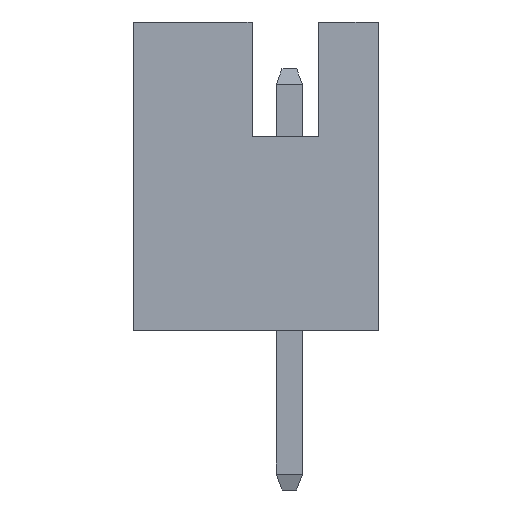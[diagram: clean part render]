
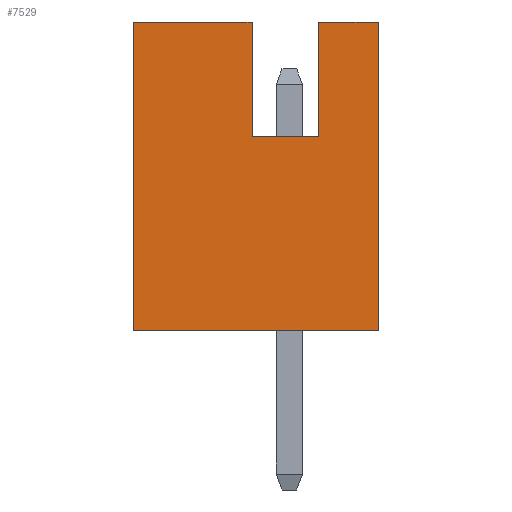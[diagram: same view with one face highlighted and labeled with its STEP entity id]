
A CAD part, left-side view. The second image highlights one B-rep face of the part: STEP entity #7529.
In plain terms, the highlighted planar face has unit normal (-1, 0, 0).
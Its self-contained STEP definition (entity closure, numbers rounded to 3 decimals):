
#551=ORIENTED_EDGE('',*,*,#2067,.T.);
#552=ORIENTED_EDGE('',*,*,#2068,.T.);
#553=ORIENTED_EDGE('',*,*,#2069,.T.);
#554=ORIENTED_EDGE('',*,*,#2028,.T.);
#555=ORIENTED_EDGE('',*,*,#1981,.F.);
#556=ORIENTED_EDGE('',*,*,#1936,.F.);
#557=ORIENTED_EDGE('',*,*,#1920,.T.);
#558=ORIENTED_EDGE('',*,*,#2070,.T.);
#1920=EDGE_CURVE('',#2702,#2701,#3204,.T.);
#1936=EDGE_CURVE('',#2702,#2714,#3220,.T.);
#1981=EDGE_CURVE('',#2714,#2755,#3265,.T.);
#2028=EDGE_CURVE('',#2780,#2755,#3312,.T.);
#2067=EDGE_CURVE('',#2819,#2820,#3351,.T.);
#2068=EDGE_CURVE('',#2820,#2821,#3352,.T.);
#2069=EDGE_CURVE('',#2821,#2780,#3353,.T.);
#2070=EDGE_CURVE('',#2701,#2819,#3354,.T.);
#2701=VERTEX_POINT('',#9264);
#2702=VERTEX_POINT('',#9266);
#2714=VERTEX_POINT('',#9297);
#2755=VERTEX_POINT('',#9387);
#2780=VERTEX_POINT('',#9447);
#2819=VERTEX_POINT('',#9554);
#2820=VERTEX_POINT('',#9555);
#2821=VERTEX_POINT('',#9557);
#3204=LINE('',#9265,#3722);
#3220=LINE('',#9296,#3738);
#3265=LINE('',#9386,#3783);
#3312=LINE('',#9478,#3830);
#3351=LINE('',#9553,#3869);
#3352=LINE('',#9556,#3870);
#3353=LINE('',#9558,#3871);
#3354=LINE('',#9559,#3872);
#3722=VECTOR('',#8162,1000.);
#3738=VECTOR('',#8184,1000.);
#3783=VECTOR('',#8237,1000.);
#3830=VECTOR('',#8294,1000.);
#3869=VECTOR('',#8357,1000.);
#3870=VECTOR('',#8358,1000.);
#3871=VECTOR('',#8359,1000.);
#3872=VECTOR('',#8360,1000.);
#4255=EDGE_LOOP('',(#551,#552,#553,#554,#555,#556,#557,#558));
#4603=FACE_BOUND('',#4255,.T.);
#4951=PLANE('',#7881);
#7529=ADVANCED_FACE('',(#4603),#4951,.T.);
#7881=AXIS2_PLACEMENT_3D('',#9552,#8355,#8356);
#8162=DIRECTION('',(0.,1.,0.));
#8184=DIRECTION('',(0.,0.,-1.));
#8237=DIRECTION('',(0.,1.,0.));
#8294=DIRECTION('',(0.,0.,-1.));
#8355=DIRECTION('',(-1.,0.,0.));
#8356=DIRECTION('',(0.,0.,1.));
#8357=DIRECTION('',(0.,1.,0.));
#8358=DIRECTION('',(0.,0.,1.));
#8359=DIRECTION('',(0.,1.,0.));
#8360=DIRECTION('',(0.,0.,-1.));
#9264=CARTESIAN_POINT('',(-5.93,-0.557,5.893));
#9265=CARTESIAN_POINT('',(-5.93,-1.7,5.893));
#9266=CARTESIAN_POINT('',(-5.93,-1.7,5.893));
#9296=CARTESIAN_POINT('',(-5.93,-1.7,1.88));
#9297=CARTESIAN_POINT('',(-5.93,-1.7,0.));
#9386=CARTESIAN_POINT('',(-5.93,-1.7,0.));
#9387=CARTESIAN_POINT('',(-5.93,2.974,0.));
#9447=CARTESIAN_POINT('',(-5.93,2.974,5.893));
#9478=CARTESIAN_POINT('',(-5.93,2.974,1.88));
#9552=CARTESIAN_POINT('',(-5.93,-1.7,1.88));
#9553=CARTESIAN_POINT('',(-5.93,-0.557,3.708));
#9554=CARTESIAN_POINT('',(-5.93,-0.557,3.708));
#9555=CARTESIAN_POINT('',(-5.93,0.713,3.708));
#9556=CARTESIAN_POINT('',(-5.93,0.713,3.708));
#9557=CARTESIAN_POINT('',(-5.93,0.713,5.893));
#9558=CARTESIAN_POINT('',(-5.93,-1.7,5.893));
#9559=CARTESIAN_POINT('',(-5.93,-0.557,5.893));
